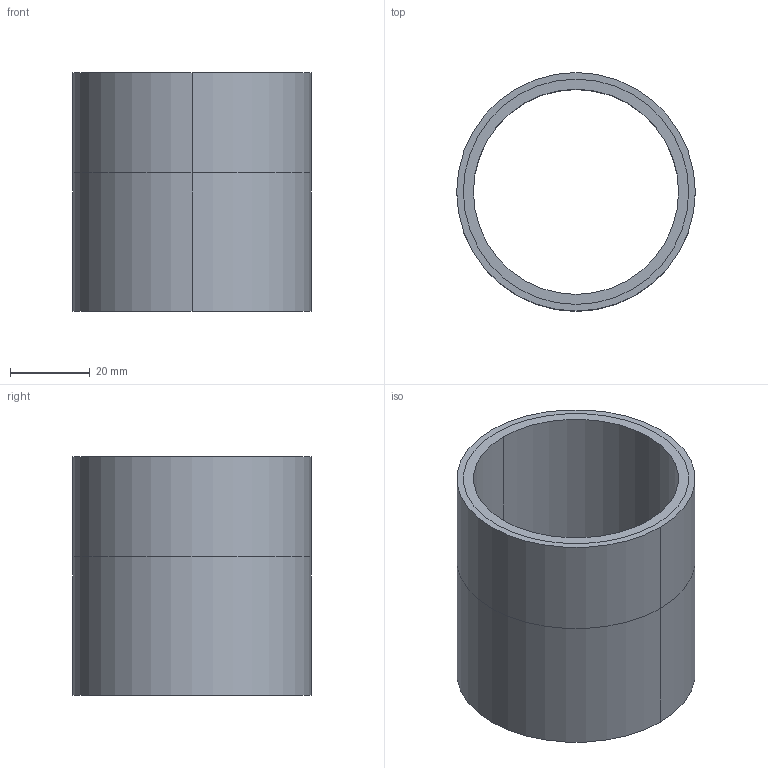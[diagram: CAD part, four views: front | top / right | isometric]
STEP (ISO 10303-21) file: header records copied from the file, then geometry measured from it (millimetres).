
FILE_DESCRIPTION((''),'2;1');
FILE_NAME('000-00262','2016-02-15T',('rnennstiel'),('vacuvane vacuum technology gmbh'),'CREO PARAMETRIC BY PTC INC, 2015290','CREO PARAMETRIC BY PTC INC, 2015290','');
FILE_SCHEMA(('CONFIG_CONTROL_DESIGN'));
Length unit declared in the file: millimetre
Products named in the file (1): 000-00262
Bounding box: 60 x 60 x 60 mm (x, y, z)
Volume: 44175.8 mm3; surface area: 27264.7 mm2
Topology: 1 solids, 2 shells, 9 faces, 20 edges, 14 vertices
Faces by surface type: cylinder 6, plane 3
Entity records: 312 total; most frequent: DIRECTION 54, CARTESIAN_POINT 44, ORIENTED_EDGE 36, AXIS2_PLACEMENT_3D 24, EDGE_CURVE 20, VERTEX_POINT 14, CIRCLE 14, EDGE_LOOP 12
